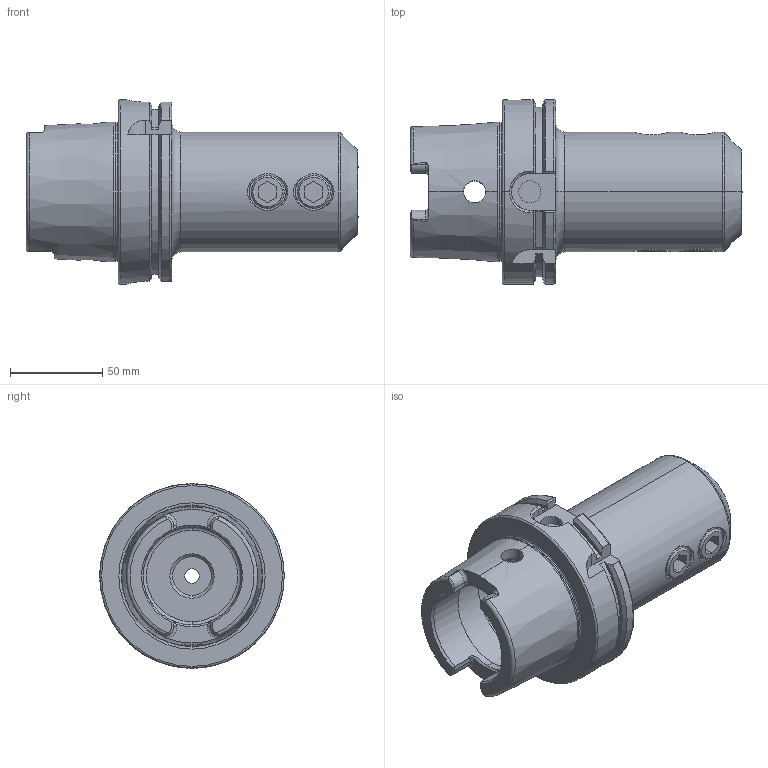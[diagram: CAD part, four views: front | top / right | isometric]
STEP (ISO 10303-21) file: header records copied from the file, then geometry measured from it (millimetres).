
FILE_DESCRIPTION (( 'STEP AP203' ), '1' );
FILE_NAME ('FWA100H-EMH25130.STEP', '2024-09-04T10:43:45', ( '' ), ( '' ), 'SwSTEP 2.0', 'SolidWorks 2024', '' );
FILE_SCHEMA (( 'CONFIG_CONTROL_DESIGN' ));
Length unit declared in the file: millimetre
Products named in the file (4): HSKA100EM25130WW; GS-M18X20X2-DIN1835-B; FWA100H-EMH25130
Assembly tree (4 placements, depth 3):
  FWA100H-EMH25130
    HSKA100EM25130WW
      HSKA100EM25130WW
      GS-M18X20X2-DIN1835-B  x2
Bounding box: 180 x 100 x 100 mm (x, y, z)
Volume: 542797.1 mm3; surface area: 80085.6 mm2
Topology: 3 solids, 3 shells, 229 faces, 559 edges, 344 vertices
Faces by surface type: plane 73, cylinder 64, cone 45, torus 33, bspline 10, sphere 4
Entity records: 8474 total; most frequent: CARTESIAN_POINT 3109, ORIENTED_EDGE 1050, DIRECTION 1018, EDGE_CURVE 525, AXIS2_PLACEMENT_3D 415, VERTEX_POINT 324, EDGE_LOOP 233, ADVANCED_FACE 214
